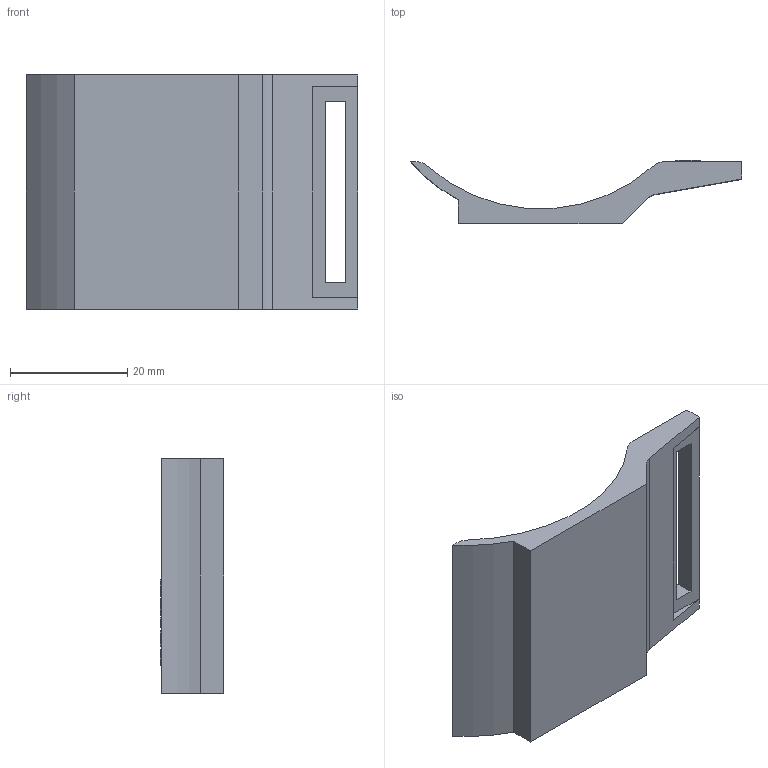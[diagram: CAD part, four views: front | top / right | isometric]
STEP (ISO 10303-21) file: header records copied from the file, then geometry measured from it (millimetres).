
FILE_DESCRIPTION (( 'STEP AP214' ), '1' );
FILE_NAME ('1197584_KSTP1.stp', '2018-08-16T07:32:12', ( '' ), ( '' ), 'SwSTEP 2.0', 'SolidWorks 2016', '' );
FILE_SCHEMA (( 'AUTOMOTIVE_DESIGN' ));
Length unit declared in the file: millimetre
Products named in the file (1): 1197584_KSTP1
Bounding box: 56.6 x 10.9 x 40 mm (x, y, z)
Volume: 7903.5 mm3; surface area: 5644 mm2
Topology: 1 solids, 1 shells, 94 faces, 253 edges, 168 vertices
Faces by surface type: plane 46, bspline 43, cylinder 5
Entity records: 5279 total; most frequent: CARTESIAN_POINT 3167, ORIENTED_EDGE 506, DIRECTION 281, EDGE_CURVE 253, VERTEX_POINT 168, VECTOR 157, LINE 157, EDGE_LOOP 103
